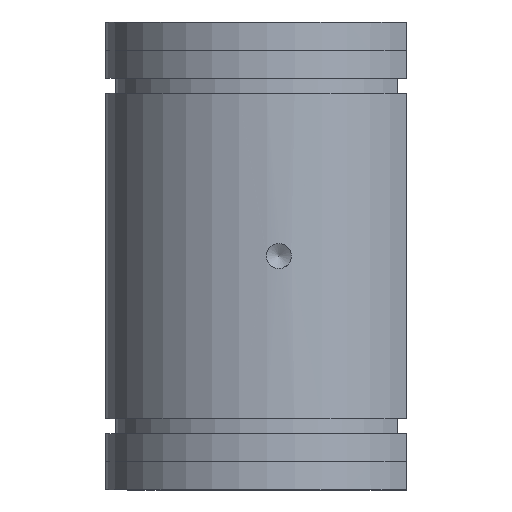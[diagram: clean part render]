
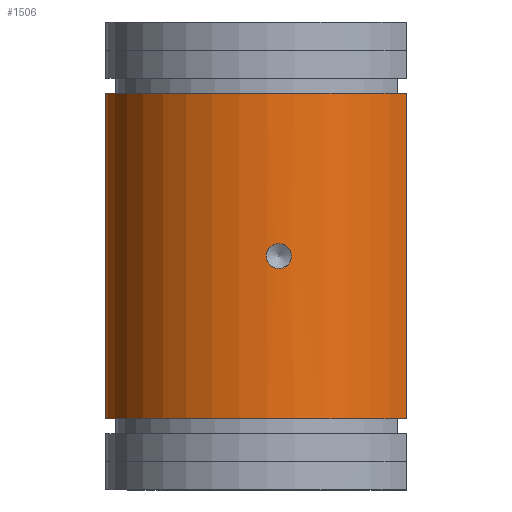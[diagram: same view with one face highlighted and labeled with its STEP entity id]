
A CAD part, left-side view. The second image highlights one B-rep face of the part: STEP entity #1506.
In plain terms, the highlighted cylindrical face has radius 20 mm (diameter 40 mm), a partial arc.
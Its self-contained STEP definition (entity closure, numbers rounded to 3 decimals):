
#4 = DIRECTION ( 'NONE',  ( 0., 0., 1. ) ) ;
#9 = CARTESIAN_POINT ( 'NONE',  ( -10.03, -17.303, 0. ) ) ;
#12 = DIRECTION ( 'NONE',  ( 0., 0., 1. ) ) ;
#13 = DIRECTION ( 'NONE',  ( 1., 0., 0. ) ) ;
#65 = CARTESIAN_POINT ( 'NONE',  ( 10.03, -17.303, -8.85 ) ) ;
#69 = CARTESIAN_POINT ( 'NONE',  ( 10.03, -17.303, -49.15 ) ) ;
#77 = CARTESIAN_POINT ( 'NONE',  ( -10.03, -17.303, -8.85 ) ) ;
#96 = CARTESIAN_POINT ( 'NONE',  ( -10.03, -17.303, -49.15 ) ) ;
#266 = CARTESIAN_POINT ( 'NONE',  ( 0., 0., 0. ) ) ;
#273 = DIRECTION ( 'NONE',  ( 1., 0., 0. ) ) ;
#274 = DIRECTION ( 'NONE',  ( 0., 0., 1. ) ) ;
#399 = CARTESIAN_POINT ( 'NONE',  ( -20., 0., -29.391 ) ) ;
#400 = VERTEX_POINT ( 'NONE', #399 ) ;
#430 = EDGE_LOOP ( 'NONE', ( #521, #522, #523, #524 ) ) ;
#442 = EDGE_LOOP ( 'NONE', ( #520 ) ) ;
#520 = ORIENTED_EDGE ( 'NONE', *, *, #994, .T. ) ;
#521 = ORIENTED_EDGE ( 'NONE', *, *, #1024, .F. ) ;
#522 = ORIENTED_EDGE ( 'NONE', *, *, #964, .T. ) ;
#523 = ORIENTED_EDGE ( 'NONE', *, *, #1132, .T. ) ;
#524 = ORIENTED_EDGE ( 'NONE', *, *, #1126, .T. ) ;
#659 = VECTOR ( 'NONE', #1273, 1000. ) ;
#662 = LINE ( 'NONE', #1267, #659 ) ;
#697 = CIRCLE ( 'NONE', #1140, 20. ) ;
#753 = LINE ( 'NONE', #9, #754 ) ;
#754 = VECTOR ( 'NONE', #4, 1000. ) ;
#759 = CIRCLE ( 'NONE', #1001, 20. ) ;
#869 = CYLINDRICAL_SURFACE ( 'NONE', #1124, 20. ) ;
#870 = FACE_OUTER_BOUND ( 'NONE', #430, .T. ) ;
#871 = FACE_BOUND ( 'NONE', #442, .T. ) ;
#964 = EDGE_CURVE ( 'NONE', #1179, #1187, #662, .T. ) ;
#994 = EDGE_CURVE ( 'NONE', #400, #400, #1468, .T. ) ;
#1001 = AXIS2_PLACEMENT_3D ( 'NONE', #1448, #12, #13 ) ;
#1024 = EDGE_CURVE ( 'NONE', #1179, #1195, #697, .T. ) ;
#1124 = AXIS2_PLACEMENT_3D ( 'NONE', #266, #274, #273 ) ;
#1126 = EDGE_CURVE ( 'NONE', #1214, #1195, #753, .T. ) ;
#1132 = EDGE_CURVE ( 'NONE', #1187, #1214, #759, .T. ) ;
#1140 = AXIS2_PLACEMENT_3D ( 'NONE', #1370, #1371, #1372 ) ;
#1179 = VERTEX_POINT ( 'NONE', #65 ) ;
#1187 = VERTEX_POINT ( 'NONE', #69 ) ;
#1195 = VERTEX_POINT ( 'NONE', #77 ) ;
#1214 = VERTEX_POINT ( 'NONE', #96 ) ;
#1267 = CARTESIAN_POINT ( 'NONE',  ( 10.03, -17.303, 0. ) ) ;
#1273 = DIRECTION ( 'NONE',  ( 0., 0., -1. ) ) ;
#1294 = CARTESIAN_POINT ( 'NONE',  ( -20., 0., -29.391 ) ) ;
#1297 = CARTESIAN_POINT ( 'NONE',  ( -20., 0.052, -29.192 ) ) ;
#1298 = CARTESIAN_POINT ( 'NONE',  ( -20., 0.063, -28.988 ) ) ;
#1299 = CARTESIAN_POINT ( 'NONE',  ( -20., 0.007, -28.583 ) ) ;
#1300 = CARTESIAN_POINT ( 'NONE',  ( -20., -0.062, -28.388 ) ) ;
#1301 = CARTESIAN_POINT ( 'NONE',  ( -19.999, -0.217, -28.125 ) ) ;
#1302 = CARTESIAN_POINT ( 'NONE',  ( -19.998, -0.277, -28.042 ) ) ;
#1303 = CARTESIAN_POINT ( 'NONE',  ( -19.996, -0.412, -27.891 ) ) ;
#1304 = CARTESIAN_POINT ( 'NONE',  ( -19.994, -0.487, -27.822 ) ) ;
#1305 = CARTESIAN_POINT ( 'NONE',  ( -19.99, -0.651, -27.699 ) ) ;
#1306 = CARTESIAN_POINT ( 'NONE',  ( -19.987, -0.738, -27.647 ) ) ;
#1307 = CARTESIAN_POINT ( 'NONE',  ( -19.979, -0.92, -27.559 ) ) ;
#1308 = CARTESIAN_POINT ( 'NONE',  ( -19.974, -1.016, -27.524 ) ) ;
#1309 = CARTESIAN_POINT ( 'NONE',  ( -19.963, -1.213, -27.473 ) ) ;
#1310 = CARTESIAN_POINT ( 'NONE',  ( -19.957, -1.313, -27.458 ) ) ;
#1311 = CARTESIAN_POINT ( 'NONE',  ( -19.943, -1.515, -27.447 ) ) ;
#1312 = CARTESIAN_POINT ( 'NONE',  ( -19.935, -1.618, -27.451 ) ) ;
#1313 = CARTESIAN_POINT ( 'NONE',  ( -19.909, -1.918, -27.494 ) ) ;
#1314 = CARTESIAN_POINT ( 'NONE',  ( -19.889, -2.114, -27.562 ) ) ;
#1315 = CARTESIAN_POINT ( 'NONE',  ( -19.849, -2.46, -27.767 ) ) ;
#1316 = CARTESIAN_POINT ( 'NONE',  ( -19.829, -2.615, -27.905 ) ) ;
#1317 = CARTESIAN_POINT ( 'NONE',  ( -19.803, -2.798, -28.146 ) ) ;
#1318 = CARTESIAN_POINT ( 'NONE',  ( -19.796, -2.851, -28.234 ) ) ;
#1319 = CARTESIAN_POINT ( 'NONE',  ( -19.783, -2.94, -28.417 ) ) ;
#1320 = CARTESIAN_POINT ( 'NONE',  ( -19.778, -2.974, -28.511 ) ) ;
#1321 = CARTESIAN_POINT ( 'NONE',  ( -19.77, -3.026, -28.708 ) ) ;
#1322 = CARTESIAN_POINT ( 'NONE',  ( -19.767, -3.042, -28.81 ) ) ;
#1323 = CARTESIAN_POINT ( 'NONE',  ( -19.766, -3.053, -29.012 ) ) ;
#1324 = CARTESIAN_POINT ( 'NONE',  ( -19.766, -3.049, -29.113 ) ) ;
#1325 = CARTESIAN_POINT ( 'NONE',  ( -19.773, -3.007, -29.417 ) ) ;
#1326 = CARTESIAN_POINT ( 'NONE',  ( -19.783, -2.939, -29.611 ) ) ;
#1327 = CARTESIAN_POINT ( 'NONE',  ( -19.805, -2.784, -29.874 ) ) ;
#1328 = CARTESIAN_POINT ( 'NONE',  ( -19.814, -2.725, -29.955 ) ) ;
#1329 = CARTESIAN_POINT ( 'NONE',  ( -19.832, -2.59, -30.106 ) ) ;
#1330 = CARTESIAN_POINT ( 'NONE',  ( -19.841, -2.515, -30.176 ) ) ;
#1331 = CARTESIAN_POINT ( 'NONE',  ( -19.871, -2.273, -30.358 ) ) ;
#1332 = CARTESIAN_POINT ( 'NONE',  ( -19.892, -2.087, -30.449 ) ) ;
#1333 = CARTESIAN_POINT ( 'NONE',  ( -19.929, -1.697, -30.551 ) ) ;
#1334 = CARTESIAN_POINT ( 'NONE',  ( -19.945, -1.49, -30.563 ) ) ;
#1335 = CARTESIAN_POINT ( 'NONE',  ( -19.965, -1.19, -30.522 ) ) ;
#1336 = CARTESIAN_POINT ( 'NONE',  ( -19.971, -1.089, -30.498 ) ) ;
#1337 = CARTESIAN_POINT ( 'NONE',  ( -19.98, -0.898, -30.432 ) ) ;
#1338 = CARTESIAN_POINT ( 'NONE',  ( -19.984, -0.806, -30.39 ) ) ;
#1339 = CARTESIAN_POINT ( 'NONE',  ( -19.99, -0.63, -30.287 ) ) ;
#1340 = CARTESIAN_POINT ( 'NONE',  ( -19.993, -0.547, -30.226 ) ) ;
#1341 = CARTESIAN_POINT ( 'NONE',  ( -19.996, -0.395, -30.092 ) ) ;
#1342 = CARTESIAN_POINT ( 'NONE',  ( -19.997, -0.327, -30.018 ) ) ;
#1343 = CARTESIAN_POINT ( 'NONE',  ( -20., -0.141, -29.773 ) ) ;
#1344 = CARTESIAN_POINT ( 'NONE',  ( -20., -0.052, -29.589 ) ) ;
#1345 = CARTESIAN_POINT ( 'NONE',  ( -20., 0., -29.391 ) ) ;
#1370 = CARTESIAN_POINT ( 'NONE',  ( 0., 0., -8.85 ) ) ;
#1371 = DIRECTION ( 'NONE',  ( 0., 0., 1. ) ) ;
#1372 = DIRECTION ( 'NONE',  ( 1., 0., 0. ) ) ;
#1448 = CARTESIAN_POINT ( 'NONE',  ( 0., 0., -49.15 ) ) ;
#1468 = B_SPLINE_CURVE_WITH_KNOTS ( 'NONE', 3,
 ( #1294, #1297, #1298, #1299, #1300, #1301, #1302, #1303, #1304, #1305, #1306, #1307, #1308, #1309, #1310, #1311, #1312, #1313, #1314, #1315, #1316, #1317, #1318, #1319, #1320, #1321, #1322, #1323, #1324, #1325, #1326, #1327, #1328, #1329, #1330, #1331, #1332, #1333, #1334, #1335, #1336, #1337, #1338, #1339, #1340, #1341, #1342, #1343, #1344, #1345 ),
 .UNSPECIFIED., .T., .F.,
 ( 4, 2, 2, 2, 2, 2, 2, 2, 2, 2, 2, 2, 2, 2, 2, 2, 2, 2, 2, 2, 2, 2, 2, 2, 4 ),
 ( 0., 0.001, 0.001, 0.002, 0.002, 0.002, 0.002, 0.003, 0.003, 0.004, 0.004, 0.005, 0.005, 0.005, 0.005, 0.006, 0.006, 0.007, 0.007, 0.008, 0.008, 0.008, 0.009, 0.009, 0.01 ),
 .UNSPECIFIED. ) ;
#1506 = ADVANCED_FACE ( 'NONE', ( #871, #870 ), #869, .T. ) ;
